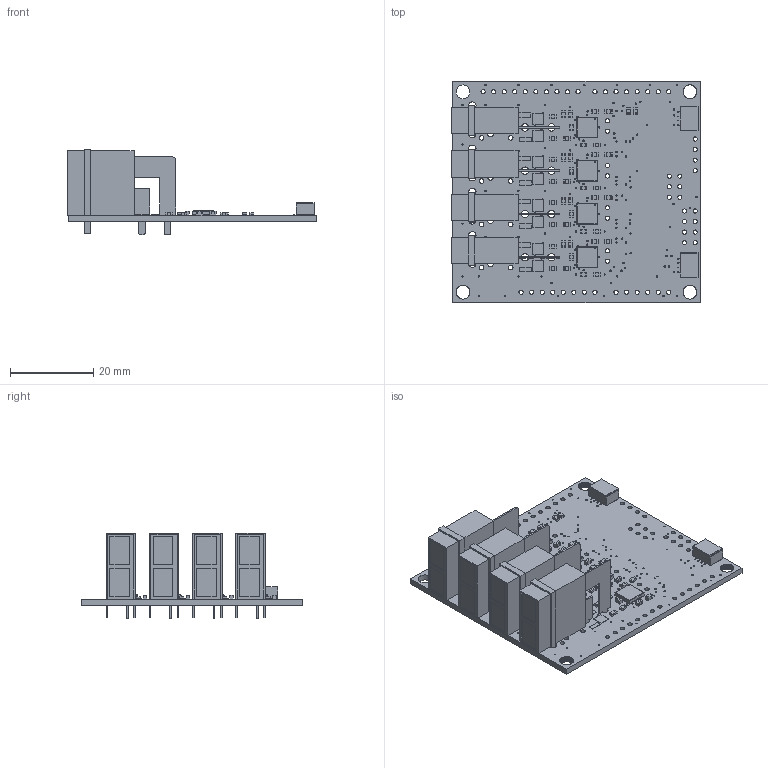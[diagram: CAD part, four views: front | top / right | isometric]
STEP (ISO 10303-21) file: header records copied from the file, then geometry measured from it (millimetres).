
FILE_DESCRIPTION(/* description */ (''),/* implementation_level */ '2;1');
FILE_NAME(/* name */ 'SEN-30011_MCP960X_4CH_R00 - MiniTC Connectors.step',/* time_stamp */ '2020-10-02T17:15:37-05:00',/* author */ (''),/* organization */ (''),/* preprocessor_version */ 'ST-DEVELOPER v18.1',/* originating_system */ 'Autodesk Translation Framework v9.3.0.1241',/* authorisation */ '');
FILE_SCHEMA (('AUTOMOTIVE_DESIGN { 1 0 10303 214 3 1 1 }'));
Length unit declared in the file: millimetre
Products named in the file (13): SEN-30011_MCP960X_4CH_R00; Board; Packages; C0603K; A3L_LOC_FUSION; SM04B-SRSS-TB; LOGO_24MM_STEIN; LOGO_5MM_STEIN; MQFN20-5X5X1; SC70---SOT-323; PCC-SMP-V(NOPLACE); C0603K (1); R0603
Assembly tree (73 placements, depth 3):
  SEN-30011_MCP960X_4CH_R00
    Board
    Packages
      C0603K  x8
      A3L_LOC_FUSION
      SM04B-SRSS-TB  x2
      LOGO_24MM_STEIN
      LOGO_5MM_STEIN
      MQFN20-5X5X1  x4
      SC70---SOT-323  x8
      PCC-SMP-V(NOPLACE)  x4
      C0603K (1)  x12
      R0603  x30
Bounding box: 59.91 x 53.34 x 20.7 mm (x, y, z)
Volume: 11257.8 mm3; surface area: 13866.6 mm2
Topology: 113 solids, 113 shells, 3791 faces, 8817 edges, 5350 vertices
Faces by surface type: plane 2176, cylinder 1135, sphere 480
Full cylindrical faces by diameter (mm): 0.3 x4, 0.305 x188, 0.35 x24, 1.016 x58, 1.1 x16, 1.3 x8, 1.778 x16, 3.302 x1
Entity records: 35588 total; most frequent: CARTESIAN_POINT 5870, DIRECTION 5841, ORIENTED_EDGE 5730, EDGE_CURVE 2865, LINE 2143, VECTOR 2143, VERTEX_POINT 1878, AXIS2_PLACEMENT_3D 1849
